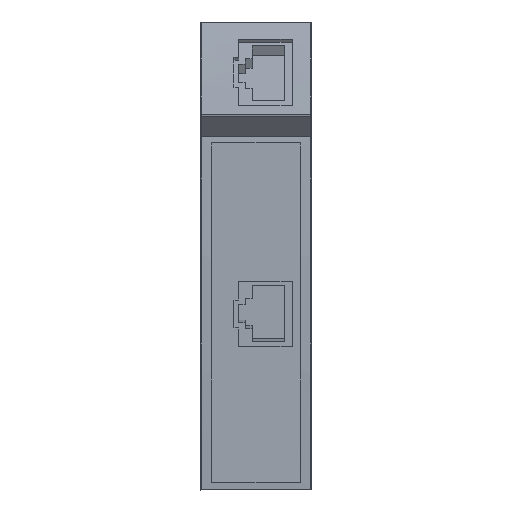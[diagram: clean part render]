
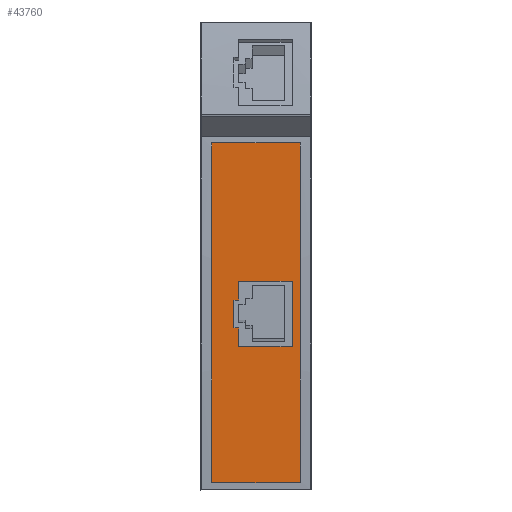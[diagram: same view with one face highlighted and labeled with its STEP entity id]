
A CAD part, top view. The second image highlights one B-rep face of the part: STEP entity #43760.
In plain terms, the highlighted planar face has unit normal (0, -0.049, 0.999).
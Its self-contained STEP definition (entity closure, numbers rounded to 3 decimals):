
#42230=CARTESIAN_POINT('',(20.8,4.577,
40.96));
#42240=DIRECTION('',(0.,-0.049,
0.999));
#42250=DIRECTION('',(1.,0.,0.));
#42260=AXIS2_PLACEMENT_3D('',#42230,#42240,#42250);
#42270=PLANE('',#42260);
#42280=CARTESIAN_POINT('',(-1.888,41.364,
42.763));
#42290=DIRECTION('',(-1.,0.,0.));
#42300=VECTOR('',#42290,1.);
#42310=LINE('',#42280,#42300);
#42320=CARTESIAN_POINT('',(21.253,41.364,
42.763));
#42330=VERTEX_POINT('',#42320);
#42340=CARTESIAN_POINT('',(2.347,41.364,
42.763));
#42350=VERTEX_POINT('',#42340);
#42360=EDGE_CURVE('',#42330,#42350,#42310,.T.);
#42370=ORIENTED_EDGE('',*,*,#42360,.T.);
#42380=CARTESIAN_POINT('',(21.253,41.364,
42.763));
#42390=CARTESIAN_POINT('',(21.252,41.196,
42.754));
#42400=CARTESIAN_POINT('',(21.251,41.026,
42.746));
#42410=CARTESIAN_POINT('',(21.251,40.856,
42.738));
#42420=CARTESIAN_POINT('',(21.25,40.687,
42.729));
#42430=CARTESIAN_POINT('',(21.25,40.518,
42.721));
#42440=CARTESIAN_POINT('',(21.25,40.348,
42.713));
#42450=B_SPLINE_CURVE_WITH_KNOTS('',3,(#42380,#42390,#42400,#42410,
#42420,#42430,#42440),.UNSPECIFIED.,.F.,.F.,(4,3,4),(0.,
0.509,1.018),.UNSPECIFIED.);
#42460=CARTESIAN_POINT('',(21.25,40.348,
42.713));
#42470=VERTEX_POINT('',#42460);
#42480=EDGE_CURVE('',#42330,#42470,#42450,.T.);
#42490=ORIENTED_EDGE('',*,*,#42480,.F.);
#42500=CARTESIAN_POINT('',(21.25,19.248,
41.679));
#42510=DIRECTION('',(0.,0.999,
0.049));
#42520=VECTOR('',#42510,1.);
#42530=LINE('',#42500,#42520);
#42540=CARTESIAN_POINT('',(21.25,-31.193,
39.208));
#42550=VERTEX_POINT('',#42540);
#42560=EDGE_CURVE('',#42550,#42470,#42530,.T.);
#42570=ORIENTED_EDGE('',*,*,#42560,.T.);
#42580=CARTESIAN_POINT('',(21.25,-31.193,
39.208));
#42590=CARTESIAN_POINT('',(21.25,-31.269,
39.204));
#42600=CARTESIAN_POINT('',(21.25,-31.343,
39.201));
#42610=CARTESIAN_POINT('',(21.25,-31.417,
39.197));
#42620=CARTESIAN_POINT('',(21.25,-31.492,
39.193));
#42630=CARTESIAN_POINT('',(21.25,-31.566,
39.19));
#42640=CARTESIAN_POINT('',(21.251,-31.64,
39.186));
#42650=B_SPLINE_CURVE_WITH_KNOTS('',3,(#42580,#42590,#42600,#42610,
#42620,#42630,#42640),.UNSPECIFIED.,.F.,.F.,(4,3,4),(0.,0.224
,0.447),.UNSPECIFIED.);
#42660=CARTESIAN_POINT('',(21.251,-31.64,
39.186));
#42670=VERTEX_POINT('',#42660);
#42680=EDGE_CURVE('',#42550,#42670,#42650,.T.);
#42690=ORIENTED_EDGE('',*,*,#42680,.F.);
#42700=CARTESIAN_POINT('',(-1.888,-31.64,
39.186));
#42710=DIRECTION('',(-1.,0.,0.));
#42720=VECTOR('',#42710,1.);
#42730=LINE('',#42700,#42720);
#42740=CARTESIAN_POINT('',(2.349,-31.64,
39.186));
#42750=VERTEX_POINT('',#42740);
#42760=EDGE_CURVE('',#42670,#42750,#42730,.T.);
#42770=ORIENTED_EDGE('',*,*,#42760,.F.);
#42780=CARTESIAN_POINT('',(2.349,-31.64,
39.186));
#42790=CARTESIAN_POINT('',(2.35,-31.566,
39.19));
#42800=CARTESIAN_POINT('',(2.35,-31.491,
39.193));
#42810=CARTESIAN_POINT('',(2.35,-31.417,
39.197));
#42820=CARTESIAN_POINT('',(2.35,-31.343,
39.201));
#42830=CARTESIAN_POINT('',(2.35,-31.269,
39.204));
#42840=CARTESIAN_POINT('',(2.35,-31.193,
39.208));
#42850=B_SPLINE_CURVE_WITH_KNOTS('',3,(#42780,#42790,#42800,#42810,
#42820,#42830,#42840),.UNSPECIFIED.,.F.,.F.,(4,3,4),(0.,
0.224,0.447),.UNSPECIFIED.);
#42860=CARTESIAN_POINT('',(2.35,-31.193,
39.208));
#42870=VERTEX_POINT('',#42860);
#42880=EDGE_CURVE('',#42750,#42870,#42850,.T.);
#42890=ORIENTED_EDGE('',*,*,#42880,.F.);
#42900=CARTESIAN_POINT('',(2.35,19.248,
41.679));
#42910=DIRECTION('',(0.,0.999,
0.049));
#42920=VECTOR('',#42910,1.);
#42930=LINE('',#42900,#42920);
#42940=CARTESIAN_POINT('',(2.35,40.348,
42.713));
#42950=VERTEX_POINT('',#42940);
#42960=EDGE_CURVE('',#42870,#42950,#42930,.T.);
#42970=ORIENTED_EDGE('',*,*,#42960,.F.);
#42980=CARTESIAN_POINT('',(2.35,40.348,
42.713));
#42990=CARTESIAN_POINT('',(2.35,40.524,
42.721));
#43000=CARTESIAN_POINT('',(2.35,40.693,
42.73));
#43010=CARTESIAN_POINT('',(2.349,40.856,
42.738));
#43020=CARTESIAN_POINT('',(2.349,41.026,
42.746));
#43030=CARTESIAN_POINT('',(2.348,41.196,
42.754));
#43040=CARTESIAN_POINT('',(2.347,41.364,
42.763));
#43050=B_SPLINE_CURVE_WITH_KNOTS('',3,(#42980,#42990,#43000,#43010,
#43020,#43030,#43040),.UNSPECIFIED.,.F.,.F.,(4,3,4),(0.,
0.509,1.018),.UNSPECIFIED.);
#43060=EDGE_CURVE('',#42950,#42350,#43050,.T.);
#43070=ORIENTED_EDGE('',*,*,#43060,.F.);
#43080=EDGE_LOOP('',(#43070,#42970,#42890,#42770,#42690,#42570,#42490,
#42370));
#43090=FACE_OUTER_BOUND('',#43080,.T.);
#43100=CARTESIAN_POINT('',(19.55,1.685,
40.819));
#43110=DIRECTION('',(0.,-0.999,
-0.049));
#43120=VECTOR('',#43110,1.);
#43130=LINE('',#43100,#43120);
#43140=CARTESIAN_POINT('',(19.55,11.564,
41.303));
#43150=VERTEX_POINT('',#43140);
#43160=CARTESIAN_POINT('',(19.55,-2.419,
40.618));
#43170=VERTEX_POINT('',#43160);
#43180=EDGE_CURVE('',#43150,#43170,#43130,.T.);
#43190=ORIENTED_EDGE('',*,*,#43180,.T.);
#43200=CARTESIAN_POINT('',(0.,11.564,
41.303));
#43210=DIRECTION('',(1.,0.,0.));
#43220=VECTOR('',#43210,1.);
#43230=LINE('',#43200,#43220);
#43240=CARTESIAN_POINT('',(8.05,11.564,
41.303));
#43250=VERTEX_POINT('',#43240);
#43260=EDGE_CURVE('',#43250,#43150,#43230,.T.);
#43270=ORIENTED_EDGE('',*,*,#43260,.T.);
#43280=CARTESIAN_POINT('',(8.05,1.685,
40.819));
#43290=DIRECTION('',(0.,0.999,
0.049));
#43300=VECTOR('',#43290,1.);
#43310=LINE('',#43280,#43300);
#43320=CARTESIAN_POINT('',(8.05,7.569,
41.107));
#43330=VERTEX_POINT('',#43320);
#43340=EDGE_CURVE('',#43330,#43250,#43310,.T.);
#43350=ORIENTED_EDGE('',*,*,#43340,.T.);
#43360=CARTESIAN_POINT('',(0.,7.569,
41.107));
#43370=DIRECTION('',(1.,0.,0.));
#43380=VECTOR('',#43370,1.);
#43390=LINE('',#43360,#43380);
#43400=CARTESIAN_POINT('',(7.05,7.569,
41.107));
#43410=VERTEX_POINT('',#43400);
#43420=EDGE_CURVE('',#43410,#43330,#43390,.T.);
#43430=ORIENTED_EDGE('',*,*,#43420,.T.);
#43440=CARTESIAN_POINT('',(7.05,1.685,
40.819));
#43450=DIRECTION('',(0.,0.999,
0.049));
#43460=VECTOR('',#43450,1.);
#43470=LINE('',#43440,#43460);
#43480=CARTESIAN_POINT('',(7.05,1.576,
40.813));
#43490=VERTEX_POINT('',#43480);
#43500=EDGE_CURVE('',#43490,#43410,#43470,.T.);
#43510=ORIENTED_EDGE('',*,*,#43500,.T.);
#43520=CARTESIAN_POINT('',(0.,1.576,
40.813));
#43530=DIRECTION('',(-1.,0.,0.));
#43540=VECTOR('',#43530,1.);
#43550=LINE('',#43520,#43540);
#43560=CARTESIAN_POINT('',(8.05,1.576,
40.813));
#43570=VERTEX_POINT('',#43560);
#43580=EDGE_CURVE('',#43570,#43490,#43550,.T.);
#43590=ORIENTED_EDGE('',*,*,#43580,.T.);
#43600=CARTESIAN_POINT('',(8.05,1.685,
40.819));
#43610=DIRECTION('',(0.,0.999,
0.049));
#43620=VECTOR('',#43610,1.);
#43630=LINE('',#43600,#43620);
#43640=CARTESIAN_POINT('',(8.05,-2.419,
40.618));
#43650=VERTEX_POINT('',#43640);
#43660=EDGE_CURVE('',#43650,#43570,#43630,.T.);
#43670=ORIENTED_EDGE('',*,*,#43660,.T.);
#43680=CARTESIAN_POINT('',(0.,-2.419,
40.618));
#43690=DIRECTION('',(-1.,0.,0.));
#43700=VECTOR('',#43690,1.);
#43710=LINE('',#43680,#43700);
#43720=EDGE_CURVE('',#43170,#43650,#43710,.T.);
#43730=ORIENTED_EDGE('',*,*,#43720,.T.);
#43740=EDGE_LOOP('',(#43730,#43670,#43590,#43510,#43430,#43350,#43270,
#43190));
#43750=FACE_BOUND('',#43740,.T.);
#43760=ADVANCED_FACE('',(#43090,#43750),#42270,.T.);
